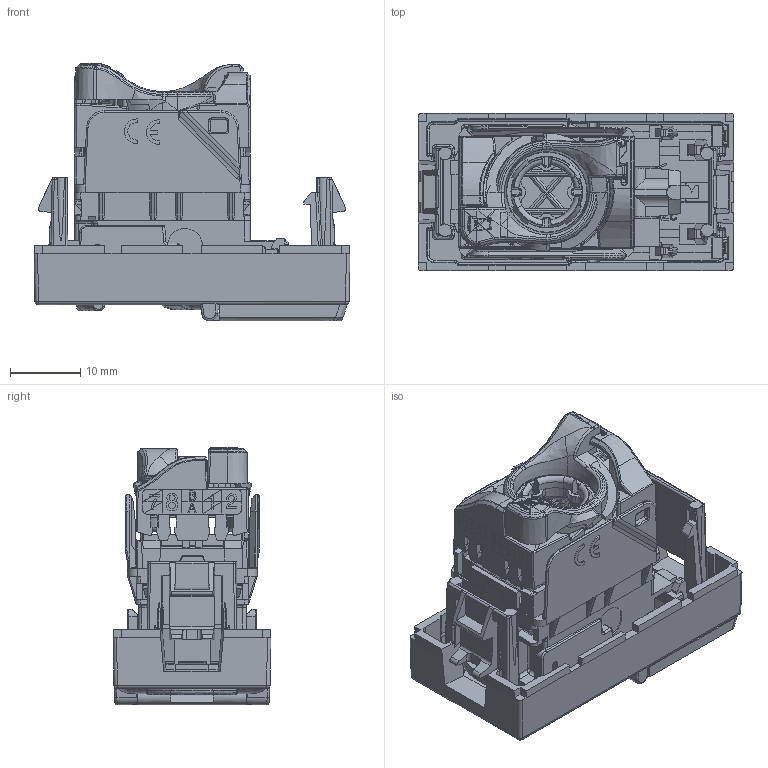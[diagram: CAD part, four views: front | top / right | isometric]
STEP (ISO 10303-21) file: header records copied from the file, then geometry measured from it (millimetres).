
FILE_DESCRIPTION(('CATIA V5 STEP Exchange','CAx-IF Rec.Pracs.--- Model Styling and Organization---1.4--- 2014-01-23'),'2;1');
FILE_NAME('076573.stp','2021-03-18T14:04:54+00:00',('none'),('none'),'CATIA Version 5-6 Release 2017 SP5','CATIA V5 STEP AP214','none');
FILE_SCHEMA(('AUTOMOTIVE_DESIGN { 1 0 10303 214 1 1 1 1 }'));
Products named in the file (1): 076573
Bounding box: 45 x 22.5 x 36.72 mm (x, y, z)
Volume: 9573 mm3; surface area: 18165.6 mm2
Topology: 47 solids, 47 shells, 7126 faces, 20000 edges, 12817 vertices
Faces by surface type: plane 4779, cylinder 1017, bspline 814, cone 229, torus 121, sphere 120, extrusion 38, revolution 8
Entity records: 267238 total; most frequent: CARTESIAN_POINT 105074, ORIENTED_EDGE 39720, DIRECTION 23092, EDGE_CURVE 19860, VERTEX_POINT 12817, VECTOR 11203, LINE 11165, B_SPLINE_CURVE_WITH_KNOTS 7560
